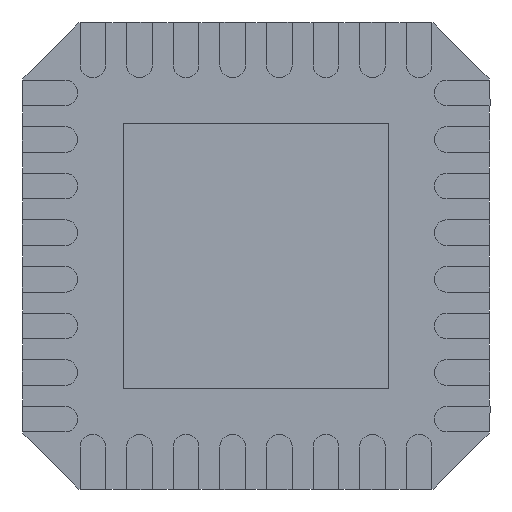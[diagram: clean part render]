
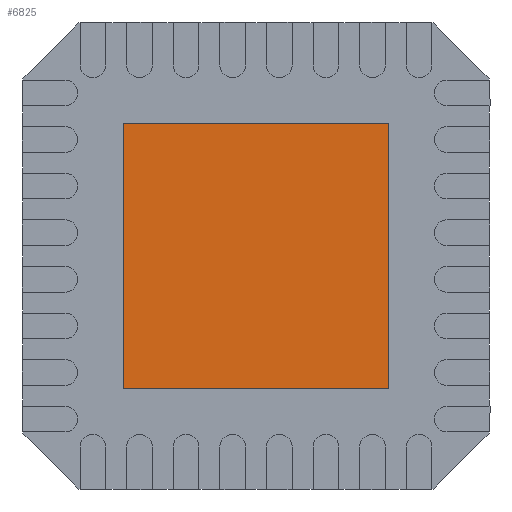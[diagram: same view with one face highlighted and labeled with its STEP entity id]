
A CAD part, front view. The second image highlights one B-rep face of the part: STEP entity #6825.
In plain terms, the highlighted planar face has unit normal (0, -1, 0).
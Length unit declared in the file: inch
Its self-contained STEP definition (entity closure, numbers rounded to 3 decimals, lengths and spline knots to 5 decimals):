
#57 = LINE ( 'NONE', #4625, #1165 ) ;
#99 = CARTESIAN_POINT ( 'NONE',  ( 0.04232, -0.00138, -0.15453 ) ) ;
#117 = LINE ( 'NONE', #5585, #13682 ) ;
#524 = DIRECTION ( 'NONE',  ( 0., 0., -1. ) ) ;
#1155 = ORIENTED_EDGE ( 'NONE', *, *, #4980, .T. ) ;
#1165 = VECTOR ( 'NONE', #13371, 39.37008 ) ;
#2705 = EDGE_CURVE ( 'NONE', #12676, #4938, #117, .T. ) ;
#3459 = PLANE ( 'NONE',  #7896 ) ;
#3973 = DIRECTION ( 'NONE',  ( 0., -1., 0. ) ) ;
#4625 = CARTESIAN_POINT ( 'NONE',  ( 0.15453, -0.00138, -0.04232 ) ) ;
#4938 = VERTEX_POINT ( 'NONE', #99 ) ;
#4980 = EDGE_CURVE ( 'NONE', #5180, #12676, #8543, .T. ) ;
#5180 = VERTEX_POINT ( 'NONE', #14418 ) ;
#5381 = ORIENTED_EDGE ( 'NONE', *, *, #8537, .T. ) ;
#5585 = CARTESIAN_POINT ( 'NONE',  ( 0.04232, -0.00138, -0.04232 ) ) ;
#5799 = EDGE_LOOP ( 'NONE', ( #9610, #5381, #12539, #1155 ) ) ;
#6825 = ADVANCED_FACE ( 'NONE', ( #12502 ), #3459, .T. ) ;
#7896 = AXIS2_PLACEMENT_3D ( 'NONE', #11872, #3973, #524 ) ;
#8537 = EDGE_CURVE ( 'NONE', #4938, #9418, #11101, .T. ) ;
#8543 = LINE ( 'NONE', #13179, #13566 ) ;
#8687 = CARTESIAN_POINT ( 'NONE',  ( 0.15453, -0.00138, -0.15453 ) ) ;
#9082 = CARTESIAN_POINT ( 'NONE',  ( 0.04232, -0.00138, -0.04232 ) ) ;
#9227 = DIRECTION ( 'NONE',  ( 0., 0., -1. ) ) ;
#9418 = VERTEX_POINT ( 'NONE', #8687 ) ;
#9515 = DIRECTION ( 'NONE',  ( -1., 0., 0. ) ) ;
#9610 = ORIENTED_EDGE ( 'NONE', *, *, #2705, .T. ) ;
#9778 = VECTOR ( 'NONE', #10194, 39.37008 ) ;
#10194 = DIRECTION ( 'NONE',  ( 1., 0., 0. ) ) ;
#10604 = EDGE_CURVE ( 'NONE', #9418, #5180, #57, .T. ) ;
#11101 = LINE ( 'NONE', #11247, #9778 ) ;
#11247 = CARTESIAN_POINT ( 'NONE',  ( 0.04232, -0.00138, -0.15453 ) ) ;
#11872 = CARTESIAN_POINT ( 'NONE',  ( 0.04232, -0.00138, -0.04232 ) ) ;
#12502 = FACE_OUTER_BOUND ( 'NONE', #5799, .T. ) ;
#12539 = ORIENTED_EDGE ( 'NONE', *, *, #10604, .T. ) ;
#12676 = VERTEX_POINT ( 'NONE', #9082 ) ;
#13179 = CARTESIAN_POINT ( 'NONE',  ( 0.04232, -0.00138, -0.04232 ) ) ;
#13371 = DIRECTION ( 'NONE',  ( 0., 0., 1. ) ) ;
#13566 = VECTOR ( 'NONE', #9515, 39.37008 ) ;
#13682 = VECTOR ( 'NONE', #9227, 39.37008 ) ;
#14418 = CARTESIAN_POINT ( 'NONE',  ( 0.15453, -0.00138, -0.04232 ) ) ;
